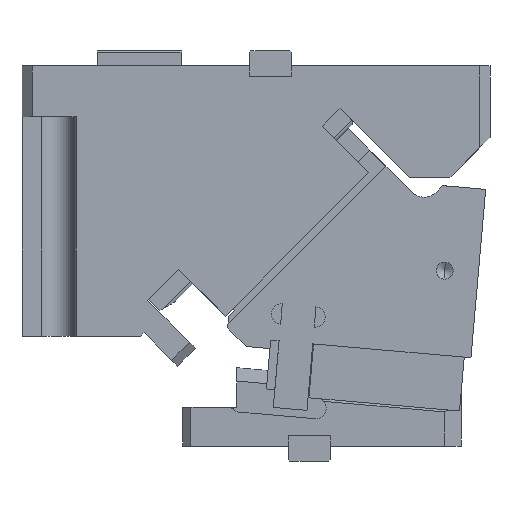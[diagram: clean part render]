
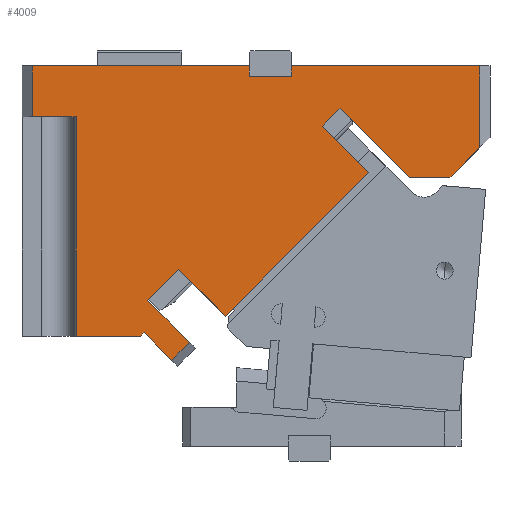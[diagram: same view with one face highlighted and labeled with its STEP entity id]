
A CAD part, front view. The second image highlights one B-rep face of the part: STEP entity #4009.
In plain terms, the highlighted planar face has unit normal (0, -1, 0).
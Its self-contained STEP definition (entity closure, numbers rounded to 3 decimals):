
#319=CARTESIAN_POINT('Vertex',(134.186,-30.,159.)) ;
#322=CARTESIAN_POINT('Line Origine',(113.702,-30.,179.484)) ;
#326=CARTESIAN_POINT('Vertex',(93.218,-30.,199.968)) ;
#415=CARTESIAN_POINT('Vertex',(158.316,-30.,159.)) ;
#418=CARTESIAN_POINT('Line Origine',(146.251,-30.,159.)) ;
#543=CARTESIAN_POINT('Vertex',(176.,-30.,176.684)) ;
#546=CARTESIAN_POINT('Line Origine',(167.158,-30.,167.842)) ;
#667=CARTESIAN_POINT('Line Origine',(176.,-30.,200.842)) ;
#671=CARTESIAN_POINT('Vertex',(176.,-30.,225.)) ;
#785=CARTESIAN_POINT('Vertex',(64.5,-30.,225.)) ;
#788=CARTESIAN_POINT('Line Origine',(120.25,-30.,225.)) ;
#1464=CARTESIAN_POINT('Line Origine',(87.915,-30.,194.665)) ;
#1468=CARTESIAN_POINT('Vertex',(82.612,-30.,189.361)) ;
#1489=CARTESIAN_POINT('Vertex',(-2.241,-30.,104.508)) ;
#1492=CARTESIAN_POINT('Line Origine',(-11.433,-30.,95.316)) ;
#1496=CARTESIAN_POINT('Vertex',(-20.626,-30.,86.124)) ;
#1549=CARTESIAN_POINT('Vertex',(4.123,-30.,61.375)) ;
#1566=CARTESIAN_POINT('Line Origine',(-8.251,-30.,73.749)) ;
#1616=CARTESIAN_POINT('Line Origine',(-1.18,-30.,56.072)) ;
#1620=CARTESIAN_POINT('Vertex',(-6.484,-30.,50.768)) ;
#1640=CARTESIAN_POINT('Line Origine',(-14.615,-30.,58.9)) ;
#1644=CARTESIAN_POINT('Vertex',(-22.747,-30.,67.032)) ;
#1689=CARTESIAN_POINT('Vertex',(-63.,-30.,195.)) ;
#1703=CARTESIAN_POINT('Vertex',(-63.,-30.,65.)) ;
#1706=CARTESIAN_POINT('Line Origine',(-63.,-30.,130.)) ;
#2258=CARTESIAN_POINT('Line Origine',(-23.763,-30.,66.016)) ;
#2262=CARTESIAN_POINT('Vertex',(-24.779,-30.,65.)) ;
#2283=CARTESIAN_POINT('Vertex',(39.5,-30.,219.)) ;
#2286=CARTESIAN_POINT('Line Origine',(52.,-30.,219.)) ;
#2290=CARTESIAN_POINT('Vertex',(64.5,-30.,219.)) ;
#2323=CARTESIAN_POINT('Vertex',(39.5,-30.,225.)) ;
#2326=CARTESIAN_POINT('Line Origine',(39.5,-30.,222.)) ;
#2620=CARTESIAN_POINT('Line Origine',(64.5,-30.,222.)) ;
#2696=CARTESIAN_POINT('Line Origine',(96.4,-30.,175.573)) ;
#2700=CARTESIAN_POINT('Vertex',(110.189,-30.,161.784)) ;
#3007=CARTESIAN_POINT('Vertex',(25.336,-30.,76.931)) ;
#3010=CARTESIAN_POINT('Line Origine',(11.547,-30.,90.72)) ;
#3555=CARTESIAN_POINT('Line Origine',(-43.89,-30.,65.)) ;
#3839=CARTESIAN_POINT('Line Origine',(-76.,-30.,195.)) ;
#3843=CARTESIAN_POINT('Vertex',(-89.,-30.,195.)) ;
#3884=CARTESIAN_POINT('Line Origine',(-89.,-30.,210.)) ;
#3888=CARTESIAN_POINT('Vertex',(-89.,-30.,225.)) ;
#3929=CARTESIAN_POINT('Line Origine',(-24.75,-30.,225.)) ;
#3975=CARTESIAN_POINT('Axis2P3D Location',(179.45,-30.,151.92)) ;
#3980=CARTESIAN_POINT('Line Origine',(67.762,-30.,119.358)) ;
#323=DIRECTION('Vector Direction',(-0.707,0.,0.707)) ;
#419=DIRECTION('Vector Direction',(1.,0.,0.)) ;
#547=DIRECTION('Vector Direction',(-0.707,0.,-0.707)) ;
#668=DIRECTION('Vector Direction',(0.,0.,1.)) ;
#789=DIRECTION('Vector Direction',(-1.,0.,0.)) ;
#1465=DIRECTION('Vector Direction',(0.707,0.,0.707)) ;
#1493=DIRECTION('Vector Direction',(0.707,0.,0.707)) ;
#1567=DIRECTION('Vector Direction',(0.707,0.,-0.707)) ;
#1617=DIRECTION('Vector Direction',(0.707,0.,0.707)) ;
#1641=DIRECTION('Vector Direction',(0.707,0.,-0.707)) ;
#1707=DIRECTION('Vector Direction',(0.,0.,-1.)) ;
#2259=DIRECTION('Vector Direction',(-0.707,0.,-0.707)) ;
#2287=DIRECTION('Vector Direction',(-1.,0.,0.)) ;
#2327=DIRECTION('Vector Direction',(0.,0.,1.)) ;
#2621=DIRECTION('Vector Direction',(0.,0.,1.)) ;
#2697=DIRECTION('Vector Direction',(0.707,0.,-0.707)) ;
#3011=DIRECTION('Vector Direction',(-0.707,0.,0.707)) ;
#3556=DIRECTION('Vector Direction',(1.,0.,0.)) ;
#3840=DIRECTION('Vector Direction',(-1.,0.,0.)) ;
#3885=DIRECTION('Vector Direction',(0.,0.,-1.)) ;
#3930=DIRECTION('Vector Direction',(-1.,0.,0.)) ;
#3976=DIRECTION('Axis2P3D Direction',(0.,1.,0.)) ;
#3977=DIRECTION('Axis2P3D XDirection',(0.,0.,1.)) ;
#3981=DIRECTION('Vector Direction',(-0.707,0.,-0.707)) ;
#3978=AXIS2_PLACEMENT_3D('Plane Axis2P3D',#3975,#3976,#3977) ;
#3986=ORIENTED_EDGE('',*,*,#1570,.F.) ;
#3987=ORIENTED_EDGE('',*,*,#1498,.T.) ;
#3988=ORIENTED_EDGE('',*,*,#3014,.F.) ;
#3989=ORIENTED_EDGE('',*,*,#3984,.F.) ;
#3990=ORIENTED_EDGE('',*,*,#2702,.F.) ;
#3991=ORIENTED_EDGE('',*,*,#1470,.T.) ;
#3992=ORIENTED_EDGE('',*,*,#328,.F.) ;
#3993=ORIENTED_EDGE('',*,*,#422,.T.) ;
#3994=ORIENTED_EDGE('',*,*,#550,.F.) ;
#3995=ORIENTED_EDGE('',*,*,#673,.T.) ;
#3996=ORIENTED_EDGE('',*,*,#792,.T.) ;
#3997=ORIENTED_EDGE('',*,*,#2624,.F.) ;
#3998=ORIENTED_EDGE('',*,*,#2292,.T.) ;
#3999=ORIENTED_EDGE('',*,*,#2330,.T.) ;
#4000=ORIENTED_EDGE('',*,*,#3933,.T.) ;
#4001=ORIENTED_EDGE('',*,*,#3890,.T.) ;
#4002=ORIENTED_EDGE('',*,*,#3845,.F.) ;
#4003=ORIENTED_EDGE('',*,*,#1710,.T.) ;
#4004=ORIENTED_EDGE('',*,*,#3559,.T.) ;
#4005=ORIENTED_EDGE('',*,*,#2264,.F.) ;
#4006=ORIENTED_EDGE('',*,*,#1646,.T.) ;
#4007=ORIENTED_EDGE('',*,*,#1622,.T.) ;
#324=VECTOR('Line Direction',#323,1.) ;
#420=VECTOR('Line Direction',#419,1.) ;
#548=VECTOR('Line Direction',#547,1.) ;
#669=VECTOR('Line Direction',#668,1.) ;
#790=VECTOR('Line Direction',#789,1.) ;
#1466=VECTOR('Line Direction',#1465,1.) ;
#1494=VECTOR('Line Direction',#1493,1.) ;
#1568=VECTOR('Line Direction',#1567,1.) ;
#1618=VECTOR('Line Direction',#1617,1.) ;
#1642=VECTOR('Line Direction',#1641,1.) ;
#1708=VECTOR('Line Direction',#1707,1.) ;
#2260=VECTOR('Line Direction',#2259,1.) ;
#2288=VECTOR('Line Direction',#2287,1.) ;
#2328=VECTOR('Line Direction',#2327,1.) ;
#2622=VECTOR('Line Direction',#2621,1.) ;
#2698=VECTOR('Line Direction',#2697,1.) ;
#3012=VECTOR('Line Direction',#3011,1.) ;
#3557=VECTOR('Line Direction',#3556,1.) ;
#3841=VECTOR('Line Direction',#3840,1.) ;
#3886=VECTOR('Line Direction',#3885,1.) ;
#3931=VECTOR('Line Direction',#3930,1.) ;
#3982=VECTOR('Line Direction',#3981,1.) ;
#4009=ADVANCED_FACE('CAM HOLDER',(#4008),#3979,.F.) ;
#328=EDGE_CURVE('',#320,#327,#325,.T.) ;
#422=EDGE_CURVE('',#320,#416,#421,.T.) ;
#550=EDGE_CURVE('',#544,#416,#549,.T.) ;
#673=EDGE_CURVE('',#544,#672,#670,.T.) ;
#792=EDGE_CURVE('',#672,#786,#791,.T.) ;
#1470=EDGE_CURVE('',#1469,#327,#1467,.T.) ;
#1498=EDGE_CURVE('',#1497,#1490,#1495,.T.) ;
#1570=EDGE_CURVE('',#1497,#1550,#1569,.T.) ;
#1622=EDGE_CURVE('',#1621,#1550,#1619,.T.) ;
#1646=EDGE_CURVE('',#1645,#1621,#1643,.T.) ;
#1710=EDGE_CURVE('',#1690,#1704,#1709,.T.) ;
#2264=EDGE_CURVE('',#1645,#2263,#2261,.T.) ;
#2292=EDGE_CURVE('',#2291,#2284,#2289,.T.) ;
#2330=EDGE_CURVE('',#2284,#2324,#2329,.T.) ;
#2624=EDGE_CURVE('',#2291,#786,#2623,.T.) ;
#2702=EDGE_CURVE('',#1469,#2701,#2699,.T.) ;
#3014=EDGE_CURVE('',#3008,#1490,#3013,.T.) ;
#3559=EDGE_CURVE('',#1704,#2263,#3558,.T.) ;
#3845=EDGE_CURVE('',#1690,#3844,#3842,.T.) ;
#3890=EDGE_CURVE('',#3889,#3844,#3887,.T.) ;
#3933=EDGE_CURVE('',#2324,#3889,#3932,.T.) ;
#3984=EDGE_CURVE('',#2701,#3008,#3983,.T.) ;
#3985=EDGE_LOOP('',(#3986,#3987,#3988,#3989,#3990,#3991,#3992,#3993,#3994,#3995,#3996,#3997,#3998,#3999,#4000,#4001,#4002,#4003,#4004,#4005,#4006,#4007)) ;
#4008=FACE_OUTER_BOUND('',#3985,.T.) ;
#325=LINE('Line',#322,#324) ;
#421=LINE('Line',#418,#420) ;
#549=LINE('Line',#546,#548) ;
#670=LINE('Line',#667,#669) ;
#791=LINE('Line',#788,#790) ;
#1467=LINE('Line',#1464,#1466) ;
#1495=LINE('Line',#1492,#1494) ;
#1569=LINE('Line',#1566,#1568) ;
#1619=LINE('Line',#1616,#1618) ;
#1643=LINE('Line',#1640,#1642) ;
#1709=LINE('Line',#1706,#1708) ;
#2261=LINE('Line',#2258,#2260) ;
#2289=LINE('Line',#2286,#2288) ;
#2329=LINE('Line',#2326,#2328) ;
#2623=LINE('Line',#2620,#2622) ;
#2699=LINE('Line',#2696,#2698) ;
#3013=LINE('Line',#3010,#3012) ;
#3558=LINE('Line',#3555,#3557) ;
#3842=LINE('Line',#3839,#3841) ;
#3887=LINE('Line',#3884,#3886) ;
#3932=LINE('Line',#3929,#3931) ;
#3983=LINE('Line',#3980,#3982) ;
#3979=PLANE('Plane',#3978) ;
#320=VERTEX_POINT('',#319) ;
#327=VERTEX_POINT('',#326) ;
#416=VERTEX_POINT('',#415) ;
#544=VERTEX_POINT('',#543) ;
#672=VERTEX_POINT('',#671) ;
#786=VERTEX_POINT('',#785) ;
#1469=VERTEX_POINT('',#1468) ;
#1490=VERTEX_POINT('',#1489) ;
#1497=VERTEX_POINT('',#1496) ;
#1550=VERTEX_POINT('',#1549) ;
#1621=VERTEX_POINT('',#1620) ;
#1645=VERTEX_POINT('',#1644) ;
#1690=VERTEX_POINT('',#1689) ;
#1704=VERTEX_POINT('',#1703) ;
#2263=VERTEX_POINT('',#2262) ;
#2284=VERTEX_POINT('',#2283) ;
#2291=VERTEX_POINT('',#2290) ;
#2324=VERTEX_POINT('',#2323) ;
#2701=VERTEX_POINT('',#2700) ;
#3008=VERTEX_POINT('',#3007) ;
#3844=VERTEX_POINT('',#3843) ;
#3889=VERTEX_POINT('',#3888) ;
